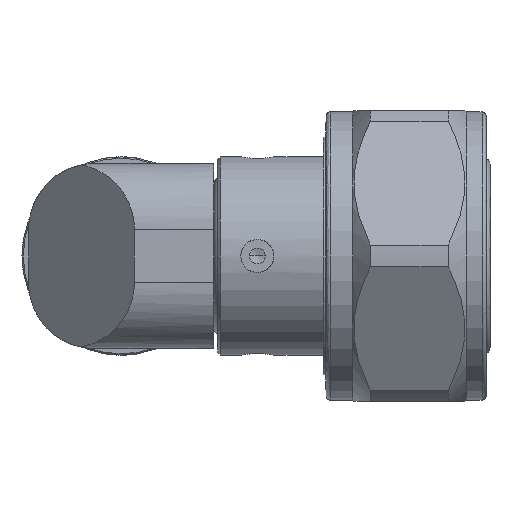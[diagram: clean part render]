
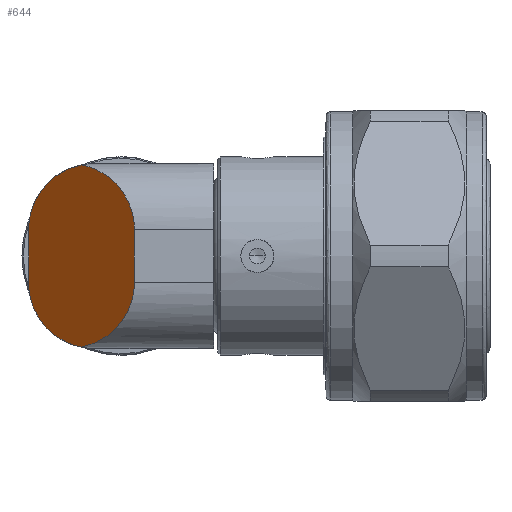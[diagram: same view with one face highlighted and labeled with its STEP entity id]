
A CAD part, left-side view. The second image highlights one B-rep face of the part: STEP entity #644.
In plain terms, the highlighted planar face has unit normal (-0.707, 0.707, 0).
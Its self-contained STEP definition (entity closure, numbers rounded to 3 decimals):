
#52 = CARTESIAN_POINT ( 'NONE',  ( -3., 3., -6.899 ) ) ;
#99 = ORIENTED_EDGE ( 'NONE', *, *, #2117, .F. ) ;
#156 = CARTESIAN_POINT ( 'NONE',  ( 1., 7., 2. ) ) ;
#644 = ADVANCED_FACE ( 'NONE', ( #1482 ), #5089, .F. ) ;
#930 = CARTESIAN_POINT ( 'NONE',  ( -3., 3., -6.899 ) ) ;
#974 = EDGE_LOOP ( 'NONE', ( #6650, #3270, #99, #1322, #5745, #4290 ) ) ;
#1066 = EDGE_CURVE ( 'NONE', #3337, #2495, #2396, .T. ) ;
#1189 = AXIS2_PLACEMENT_3D ( 'NONE', #2575, #6346, #1969 ) ;
#1322 = ORIENTED_EDGE ( 'NONE', *, *, #3689, .T. ) ;
#1453 = CARTESIAN_POINT ( 'NONE',  ( -3., 3., -6.899 ) ) ;
#1482 = FACE_OUTER_BOUND ( 'NONE', #974, .T. ) ;
#1762 = CARTESIAN_POINT ( 'NONE',  ( -7., -1., 4.481 ) ) ;
#1845 = EDGE_CURVE ( 'NONE', #7728, #1997, #6872, .T. ) ;
#1885 = CARTESIAN_POINT ( 'NONE',  ( -7., -1., -2. ) ) ;
#1969 = DIRECTION ( 'NONE',  ( 0., 0., 1. ) ) ;
#1997 = VERTEX_POINT ( 'NONE', #6899 ) ;
#2050 = DIRECTION ( 'NONE',  ( 0., 0., -1. ) ) ;
#2117 = EDGE_CURVE ( 'NONE', #6357, #2495, #7164, .T. ) ;
#2389 = CARTESIAN_POINT ( 'NONE',  ( -3., 3., 6.899 ) ) ;
#2396 =( BOUNDED_CURVE ( )  B_SPLINE_CURVE ( 3, ( #52, #6829, #5620, #1885 ),
 .UNSPECIFIED., .F., .F. ) 
 B_SPLINE_CURVE_WITH_KNOTS ( ( 4, 4 ),
 ( 4.914, 6.283 ),
 .UNSPECIFIED. ) 
 CURVE ( )  GEOMETRIC_REPRESENTATION_ITEM ( )  RATIONAL_B_SPLINE_CURVE ( ( 1., 0.85, 0.85, 1. ) ) 
 REPRESENTATION_ITEM ( '' )  );
#2495 = VERTEX_POINT ( 'NONE', #5683 ) ;
#2575 = CARTESIAN_POINT ( 'NONE',  ( 1., 7., -7. ) ) ;
#2608 = CARTESIAN_POINT ( 'NONE',  ( -3., 3., 6.899 ) ) ;
#3270 = ORIENTED_EDGE ( 'NONE', *, *, #1066, .T. ) ;
#3337 = VERTEX_POINT ( 'NONE', #1453 ) ;
#3370 = CARTESIAN_POINT ( 'NONE',  ( 1., 7., -2. ) ) ;
#3443 = CARTESIAN_POINT ( 'NONE',  ( -3., 3., 6.899 ) ) ;
#3462 = VERTEX_POINT ( 'NONE', #3443 ) ;
#3573 =( BOUNDED_CURVE ( )  B_SPLINE_CURVE ( 3, ( #3370, #7102, #4616, #930 ),
 .UNSPECIFIED., .F., .F. ) 
 B_SPLINE_CURVE_WITH_KNOTS ( ( 4, 4 ),
 ( 3.142, 4.511 ),
 .UNSPECIFIED. ) 
 CURVE ( )  GEOMETRIC_REPRESENTATION_ITEM ( )  RATIONAL_B_SPLINE_CURVE ( ( 1., 0.85, 0.85, 1. ) ) 
 REPRESENTATION_ITEM ( '' )  );
#3602 = DIRECTION ( 'NONE',  ( 0., 0., 1. ) ) ;
#3689 = EDGE_CURVE ( 'NONE', #6357, #3462, #5781, .T. ) ;
#3837 = CARTESIAN_POINT ( 'NONE',  ( 1., 7., 4.481 ) ) ;
#4037 = CARTESIAN_POINT ( 'NONE',  ( -7., -1., 2. ) ) ;
#4290 = ORIENTED_EDGE ( 'NONE', *, *, #1845, .F. ) ;
#4616 = CARTESIAN_POINT ( 'NONE',  ( -0.569, 5.431, -6.403 ) ) ;
#4675 = EDGE_CURVE ( 'NONE', #7728, #3337, #3573, .T. ) ;
#5059 = EDGE_CURVE ( 'NONE', #3462, #1997, #7722, .T. ) ;
#5089 = PLANE ( 'NONE',  #1189 ) ;
#5105 = CARTESIAN_POINT ( 'NONE',  ( 1., 7., -2. ) ) ;
#5208 = VECTOR ( 'NONE', #3602, 1000. ) ;
#5491 = CARTESIAN_POINT ( 'NONE',  ( -7., -1., 2. ) ) ;
#5620 = CARTESIAN_POINT ( 'NONE',  ( -7., -1., -4.481 ) ) ;
#5683 = CARTESIAN_POINT ( 'NONE',  ( -7., -1., -2. ) ) ;
#5745 = ORIENTED_EDGE ( 'NONE', *, *, #5059, .T. ) ;
#5781 =( BOUNDED_CURVE ( )  B_SPLINE_CURVE ( 3, ( #5491, #1762, #6114, #2389 ),
 .UNSPECIFIED., .F., .T. ) 
 B_SPLINE_CURVE_WITH_KNOTS ( ( 4, 4 ),
 ( 3.142, 4.511 ),
 .UNSPECIFIED. ) 
 CURVE ( )  GEOMETRIC_REPRESENTATION_ITEM ( )  RATIONAL_B_SPLINE_CURVE ( ( 1., 0.85, 0.85, 1. ) ) 
 REPRESENTATION_ITEM ( '' )  );
#5789 = CARTESIAN_POINT ( 'NONE',  ( -7., -1., -7. ) ) ;
#6114 = CARTESIAN_POINT ( 'NONE',  ( -5.431, 0.569, 6.403 ) ) ;
#6323 = CARTESIAN_POINT ( 'NONE',  ( -0.569, 5.431, 6.403 ) ) ;
#6346 = DIRECTION ( 'NONE',  ( 0.707, -0.707, 0. ) ) ;
#6357 = VERTEX_POINT ( 'NONE', #4037 ) ;
#6650 = ORIENTED_EDGE ( 'NONE', *, *, #4675, .T. ) ;
#6829 = CARTESIAN_POINT ( 'NONE',  ( -5.431, 0.569, -6.403 ) ) ;
#6872 = LINE ( 'NONE', #7338, #5208 ) ;
#6899 = CARTESIAN_POINT ( 'NONE',  ( 1., 7., 2. ) ) ;
#6961 = VECTOR ( 'NONE', #2050, 1000. ) ;
#7102 = CARTESIAN_POINT ( 'NONE',  ( 1., 7., -4.481 ) ) ;
#7164 = LINE ( 'NONE', #5789, #6961 ) ;
#7338 = CARTESIAN_POINT ( 'NONE',  ( 1., 7., -7. ) ) ;
#7722 =( BOUNDED_CURVE ( )  B_SPLINE_CURVE ( 3, ( #2608, #6323, #3837, #156 ),
 .UNSPECIFIED., .F., .F. ) 
 B_SPLINE_CURVE_WITH_KNOTS ( ( 4, 4 ),
 ( 4.914, 6.283 ),
 .UNSPECIFIED. ) 
 CURVE ( )  GEOMETRIC_REPRESENTATION_ITEM ( )  RATIONAL_B_SPLINE_CURVE ( ( 1., 0.85, 0.85, 1. ) ) 
 REPRESENTATION_ITEM ( '' )  );
#7728 = VERTEX_POINT ( 'NONE', #5105 ) ;
